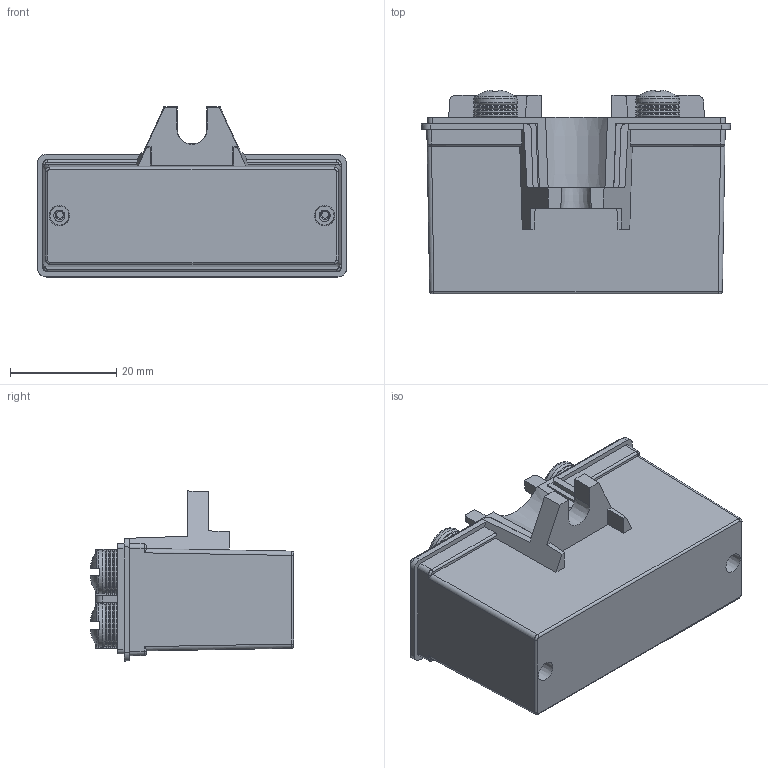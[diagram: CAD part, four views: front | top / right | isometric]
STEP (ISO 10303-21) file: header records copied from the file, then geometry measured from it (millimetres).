
FILE_DESCRIPTION((''),'2;1');
FILE_NAME('3610V3.STP','2017-11-15T16:18:26',('Thomas Tran'),('Bourns, Inc.'),'Autodesk Inventor 2012','Autodesk Inventor 2012','');
FILE_SCHEMA(('CONFIG_CONTROL_DESIGN'));
Length unit declared in the file: inch
Products named in the file (5): 3635; 3635_Enclosure_Bottom; 3635_Enclosure_Top; 3635_screw_washer; 3635_Screw
Assembly tree (10 placements, depth 2):
  3635
    3635_Enclosure_Bottom
    3635_Enclosure_Top
    3635_screw_washer  x4
    3635_Screw  x4
Bounding box: 58.06 x 38.27 x 31.95 mm (x, y, z)
Volume: 12850.9 mm3; surface area: 20805.7 mm2
Topology: 18 solids, 18 shells, 854 faces, 2640 edges, 1848 vertices
Faces by surface type: plane 528, cylinder 179, cone 95, bspline 28, sphere 12, torus 12
Full cylindrical faces by diameter (mm): 1.27 x2, 2.108 x2, 3.134 x48, 4.191 x12, 8.179 x4, 8.255 x12
Entity records: 27496 total; most frequent: CARTESIAN_POINT 11524, ORIENTED_EDGE 3398, DIRECTION 3099, EDGE_CURVE 1699, VECTOR 1209, LINE 1209, VERTEX_POINT 1157, AXIS2_PLACEMENT_3D 945
